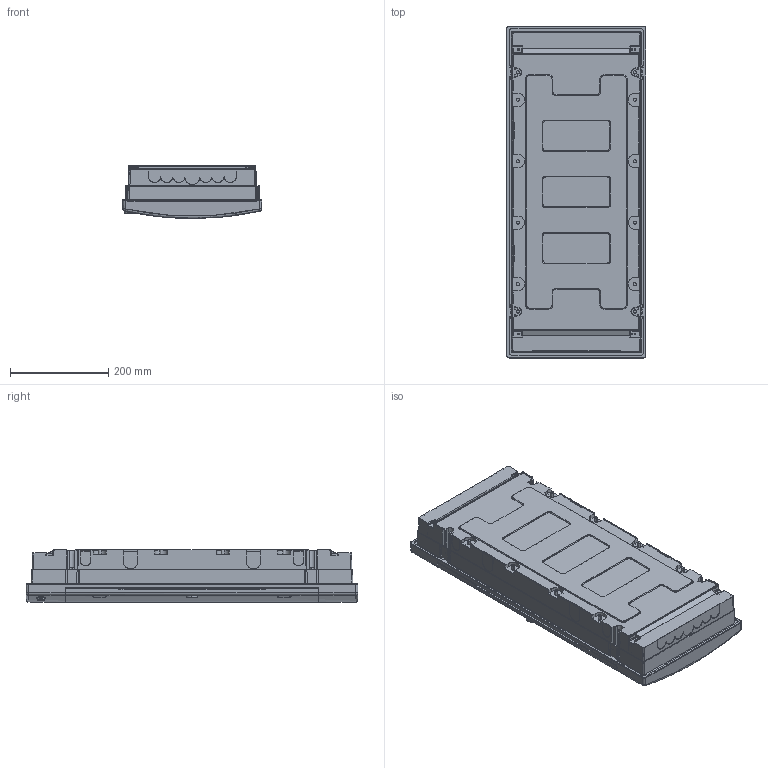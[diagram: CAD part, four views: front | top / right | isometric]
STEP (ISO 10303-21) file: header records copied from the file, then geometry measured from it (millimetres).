
FILE_DESCRIPTION((''),'2;1');
FILE_NAME('001100409_ECM_1X24PO_S_ASM','2024-08-28T14:33:54',('klemen.sitar'),('Audax d.o.o.'),'CREO PARAMETRIC BY PTC INC, 2021304','CREO PARAMETRIC BY PTC INC, 2021304','');
FILE_SCHEMA(('AP242_MANAGED_MODEL_BASED_3D_ENGINEERING_MIM_LF { 1 0 10303 442 1 1 4 }'));
Products named in the file (14): STOCK-U48C-1; STOCK-U48C-3; STOCK-U48C-2; PRT0004_1_1_1_1; PRT0004_1_2_1_1; PRT0004_1_3_1_1; ETI_LOGO_13_2X7_71MM_ASM_1_ASM__ASM; ECH_ENCLOSURE_LOGO_ASM_1_ASM; U48C_ASM; TH_12_ECM_RAIL_1; RAIL12; PRT0006; PRT0007; 001100409_ECM_1X24PO_S_ASM
Assembly tree (13 placements, depth 5):
  001100409_ECM_1X24PO_S_ASM
    U48C_ASM
      STOCK-U48C-1
      STOCK-U48C-3
      STOCK-U48C-2
      ECH_ENCLOSURE_LOGO_ASM_1_ASM
        ETI_LOGO_13_2X7_71MM_ASM_1_ASM__ASM
          PRT0004_1_1_1_1
          PRT0004_1_2_1_1
          PRT0004_1_3_1_1
    TH_12_ECM_RAIL_1
    RAIL12
    PRT0006
    PRT0007
Bounding box: 284.5 x 675.41 x 107.8 mm (x, y, z)
Volume: 491427.5 mm3; surface area: 1571647.9 mm2
Topology: 8 solids, 13 shells, 3433 faces, 9940 edges, 6543 vertices
Faces by surface type: plane 2051, cylinder 1097, cone 127, bspline 78, torus 48, sphere 24, extrusion 8
Entity records: 208365 total; most frequent: CARTESIAN_POINT 61953, ORIENTED_EDGE 19665, DIRECTION 18677, PRESENTATION_STYLE_ASSIGNMENT 13272, STYLED_ITEM 13272, EDGE_CURVE 9916, CURVE_STYLE 9837, VERTEX_POINT 6543
